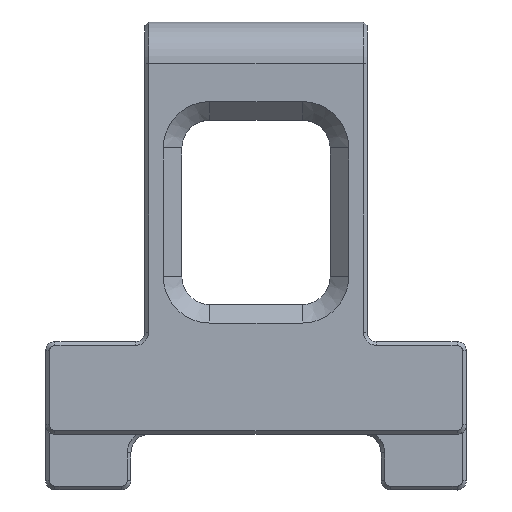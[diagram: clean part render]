
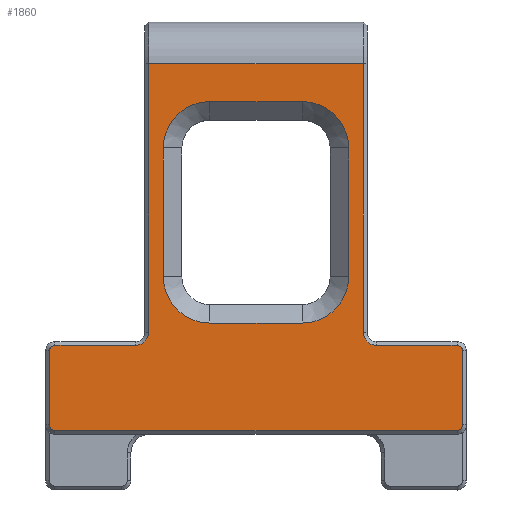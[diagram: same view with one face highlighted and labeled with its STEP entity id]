
A CAD part, top view. The second image highlights one B-rep face of the part: STEP entity #1860.
In plain terms, the highlighted planar face has unit normal (0, 0, 1).
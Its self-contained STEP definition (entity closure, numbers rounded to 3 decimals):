
#17=FACE_BOUND('',#213,.T.);
#98=FACE_OUTER_BOUND('',#212,.T.);
#212=EDGE_LOOP('',(#1334,#1335,#1336,#1337,#1338,#1339,#1340,#1341,#1342,
#1343,#1344,#1345,#1346,#1347));
#213=EDGE_LOOP('',(#1348,#1349,#1350,#1351,#1352,#1353,#1354,#1355));
#326=CIRCLE('',#1992,0.6);
#329=CIRCLE('',#1997,1.4);
#338=CIRCLE('',#2018,0.6);
#339=CIRCLE('',#2019,0.6);
#340=CIRCLE('',#2020,0.6);
#341=CIRCLE('',#2021,1.4);
#342=CIRCLE('',#2022,5.);
#343=CIRCLE('',#2023,5.);
#344=CIRCLE('',#2024,5.);
#345=CIRCLE('',#2025,5.);
#422=LINE('',#2862,#619);
#426=LINE('',#2874,#623);
#441=LINE('',#2918,#638);
#442=LINE('',#2922,#639);
#443=LINE('',#2926,#640);
#444=LINE('',#2930,#641);
#445=LINE('',#2934,#642);
#446=LINE('',#2937,#643);
#447=LINE('',#2942,#644);
#448=LINE('',#2946,#645);
#449=LINE('',#2950,#646);
#450=LINE('',#2953,#647);
#619=VECTOR('',#2251,10.);
#623=VECTOR('',#2263,10.);
#638=VECTOR('',#2312,10.);
#639=VECTOR('',#2317,10.);
#640=VECTOR('',#2320,10.);
#641=VECTOR('',#2323,10.);
#642=VECTOR('',#2326,10.);
#643=VECTOR('',#2329,10.);
#644=VECTOR('',#2332,10.);
#645=VECTOR('',#2335,10.);
#646=VECTOR('',#2338,10.);
#647=VECTOR('',#2341,10.);
#826=VERTEX_POINT('',#2850);
#827=VERTEX_POINT('',#2852);
#829=VERTEX_POINT('',#2858);
#831=VERTEX_POINT('',#2864);
#833=VERTEX_POINT('',#2870);
#846=VERTEX_POINT('',#2917);
#847=VERTEX_POINT('',#2921);
#848=VERTEX_POINT('',#2923);
#849=VERTEX_POINT('',#2925);
#850=VERTEX_POINT('',#2927);
#851=VERTEX_POINT('',#2929);
#852=VERTEX_POINT('',#2931);
#853=VERTEX_POINT('',#2933);
#854=VERTEX_POINT('',#2935);
#855=VERTEX_POINT('',#2938);
#856=VERTEX_POINT('',#2939);
#857=VERTEX_POINT('',#2941);
#858=VERTEX_POINT('',#2943);
#859=VERTEX_POINT('',#2945);
#860=VERTEX_POINT('',#2947);
#861=VERTEX_POINT('',#2949);
#862=VERTEX_POINT('',#2951);
#996=EDGE_CURVE('',#826,#827,#326,.T.);
#1001=EDGE_CURVE('',#827,#829,#422,.T.);
#1004=EDGE_CURVE('',#829,#831,#329,.T.);
#1007=EDGE_CURVE('',#831,#833,#426,.T.);
#1029=EDGE_CURVE('',#833,#846,#441,.T.);
#1031=EDGE_CURVE('',#847,#826,#442,.T.);
#1032=EDGE_CURVE('',#848,#847,#338,.T.);
#1033=EDGE_CURVE('',#849,#848,#443,.T.);
#1034=EDGE_CURVE('',#850,#849,#339,.T.);
#1035=EDGE_CURVE('',#851,#850,#444,.T.);
#1036=EDGE_CURVE('',#852,#851,#340,.T.);
#1037=EDGE_CURVE('',#853,#852,#445,.T.);
#1038=EDGE_CURVE('',#854,#853,#341,.T.);
#1039=EDGE_CURVE('',#846,#854,#446,.T.);
#1040=EDGE_CURVE('',#855,#856,#342,.T.);
#1041=EDGE_CURVE('',#857,#855,#447,.T.);
#1042=EDGE_CURVE('',#858,#857,#343,.T.);
#1043=EDGE_CURVE('',#859,#858,#448,.T.);
#1044=EDGE_CURVE('',#860,#859,#344,.T.);
#1045=EDGE_CURVE('',#861,#860,#449,.T.);
#1046=EDGE_CURVE('',#862,#861,#345,.T.);
#1047=EDGE_CURVE('',#856,#862,#450,.T.);
#1334=ORIENTED_EDGE('',*,*,#1007,.F.);
#1335=ORIENTED_EDGE('',*,*,#1004,.F.);
#1336=ORIENTED_EDGE('',*,*,#1001,.F.);
#1337=ORIENTED_EDGE('',*,*,#996,.F.);
#1338=ORIENTED_EDGE('',*,*,#1031,.F.);
#1339=ORIENTED_EDGE('',*,*,#1032,.F.);
#1340=ORIENTED_EDGE('',*,*,#1033,.F.);
#1341=ORIENTED_EDGE('',*,*,#1034,.F.);
#1342=ORIENTED_EDGE('',*,*,#1035,.F.);
#1343=ORIENTED_EDGE('',*,*,#1036,.F.);
#1344=ORIENTED_EDGE('',*,*,#1037,.F.);
#1345=ORIENTED_EDGE('',*,*,#1038,.F.);
#1346=ORIENTED_EDGE('',*,*,#1039,.F.);
#1347=ORIENTED_EDGE('',*,*,#1029,.F.);
#1348=ORIENTED_EDGE('',*,*,#1040,.F.);
#1349=ORIENTED_EDGE('',*,*,#1041,.F.);
#1350=ORIENTED_EDGE('',*,*,#1042,.F.);
#1351=ORIENTED_EDGE('',*,*,#1043,.F.);
#1352=ORIENTED_EDGE('',*,*,#1044,.F.);
#1353=ORIENTED_EDGE('',*,*,#1045,.F.);
#1354=ORIENTED_EDGE('',*,*,#1046,.F.);
#1355=ORIENTED_EDGE('',*,*,#1047,.F.);
#1794=PLANE('',#2017);
#1860=ADVANCED_FACE('',(#98,#17),#1794,.F.);
#1992=AXIS2_PLACEMENT_3D('',#2853,#2242,#2243);
#1997=AXIS2_PLACEMENT_3D('',#2868,#2257,#2258);
#2017=AXIS2_PLACEMENT_3D('',#2920,#2315,#2316);
#2018=AXIS2_PLACEMENT_3D('',#2924,#2318,#2319);
#2019=AXIS2_PLACEMENT_3D('',#2928,#2321,#2322);
#2020=AXIS2_PLACEMENT_3D('',#2932,#2324,#2325);
#2021=AXIS2_PLACEMENT_3D('',#2936,#2327,#2328);
#2022=AXIS2_PLACEMENT_3D('',#2940,#2330,#2331);
#2023=AXIS2_PLACEMENT_3D('',#2944,#2333,#2334);
#2024=AXIS2_PLACEMENT_3D('',#2948,#2336,#2337);
#2025=AXIS2_PLACEMENT_3D('',#2952,#2339,#2340);
#2242=DIRECTION('center_axis',(0.,0.,
-1.));
#2243=DIRECTION('ref_axis',(-0.707,0.707,0.));
#2251=DIRECTION('',(1.,0.,0.));
#2257=DIRECTION('center_axis',(0.,0.,
1.));
#2258=DIRECTION('ref_axis',(0.707,-0.707,0.));
#2263=DIRECTION('',(0.,1.,0.));
#2312=DIRECTION('',(1.,0.,0.));
#2315=DIRECTION('center_axis',(0.,0.,
-1.));
#2316=DIRECTION('ref_axis',(0.,-1.,0.));
#2317=DIRECTION('',(0.,1.,0.));
#2318=DIRECTION('center_axis',(0.,0.,
-1.));
#2319=DIRECTION('ref_axis',(-0.707,-0.707,0.));
#2320=DIRECTION('',(-1.,0.,0.));
#2321=DIRECTION('center_axis',(0.,0.,
-1.));
#2322=DIRECTION('ref_axis',(0.707,-0.707,0.));
#2323=DIRECTION('',(0.,-1.,0.));
#2324=DIRECTION('center_axis',(0.,0.,
-1.));
#2325=DIRECTION('ref_axis',(0.707,0.707,0.));
#2326=DIRECTION('',(1.,0.,0.));
#2327=DIRECTION('center_axis',(0.,0.,
1.));
#2328=DIRECTION('ref_axis',(-0.707,-0.707,0.));
#2329=DIRECTION('',(0.,-1.,0.));
#2330=DIRECTION('center_axis',(0.,0.,
1.));
#2331=DIRECTION('ref_axis',(-0.707,0.707,0.));
#2332=DIRECTION('',(-1.,0.,0.));
#2333=DIRECTION('center_axis',(0.,0.,
1.));
#2334=DIRECTION('ref_axis',(0.707,0.707,0.));
#2335=DIRECTION('',(0.,1.,0.));
#2336=DIRECTION('center_axis',(0.,0.,
1.));
#2337=DIRECTION('ref_axis',(0.707,-0.707,0.));
#2338=DIRECTION('',(1.,0.,0.));
#2339=DIRECTION('center_axis',(0.,0.,
1.));
#2340=DIRECTION('ref_axis',(-0.707,-0.707,0.));
#2341=DIRECTION('',(0.,-1.,0.));
#2850=CARTESIAN_POINT('',(287.009,381.,271.095));
#2852=CARTESIAN_POINT('',(287.609,381.6,271.095));
#2853=CARTESIAN_POINT('Origin',(287.609,381.,271.095));
#2858=CARTESIAN_POINT('',(296.309,381.6,271.095));
#2862=CARTESIAN_POINT('',(326.009,381.6,271.095));
#2864=CARTESIAN_POINT('',(297.709,383.,271.095));
#2868=CARTESIAN_POINT('Origin',(296.309,383.,271.095));
#2870=CARTESIAN_POINT('',(297.709,412.,271.095));
#2874=CARTESIAN_POINT('',(297.709,382.5,271.095));
#2917=CARTESIAN_POINT('',(320.909,412.,271.095));
#2918=CARTESIAN_POINT('',(303.309,412.,271.095));
#2920=CARTESIAN_POINT('Origin',(332.009,383.,271.095));
#2921=CARTESIAN_POINT('',(287.009,373.,271.095));
#2922=CARTESIAN_POINT('',(287.009,380.,271.095));
#2923=CARTESIAN_POINT('',(287.609,372.4,271.095));
#2924=CARTESIAN_POINT('Origin',(287.609,373.,271.095));
#2925=CARTESIAN_POINT('',(331.009,372.4,271.095));
#2926=CARTESIAN_POINT('',(283.609,372.4,271.095));
#2927=CARTESIAN_POINT('',(331.609,373.,271.095));
#2928=CARTESIAN_POINT('Origin',(331.009,373.,271.095));
#2929=CARTESIAN_POINT('',(331.609,381.,271.095));
#2930=CARTESIAN_POINT('',(331.609,380.,271.095));
#2931=CARTESIAN_POINT('',(331.009,381.6,271.095));
#2932=CARTESIAN_POINT('Origin',(331.009,381.,271.095));
#2933=CARTESIAN_POINT('',(322.309,381.6,271.095));
#2934=CARTESIAN_POINT('',(326.009,381.6,271.095));
#2935=CARTESIAN_POINT('',(320.909,383.,271.095));
#2936=CARTESIAN_POINT('Origin',(322.309,383.,271.095));
#2937=CARTESIAN_POINT('',(320.909,397.5,271.095));
#2938=CARTESIAN_POINT('',(304.309,407.9,271.095));
#2939=CARTESIAN_POINT('',(299.309,402.9,271.095));
#2940=CARTESIAN_POINT('Origin',(304.309,402.9,271.095));
#2941=CARTESIAN_POINT('',(314.309,407.9,271.095));
#2942=CARTESIAN_POINT('',(313.309,407.9,271.095));
#2943=CARTESIAN_POINT('',(319.309,402.9,271.095));
#2944=CARTESIAN_POINT('Origin',(314.309,402.9,271.095));
#2945=CARTESIAN_POINT('',(319.309,389.,271.095));
#2946=CARTESIAN_POINT('',(319.309,387.132,271.095));
#2947=CARTESIAN_POINT('',(314.309,384.,271.095));
#2948=CARTESIAN_POINT('Origin',(314.309,389.,271.095));
#2949=CARTESIAN_POINT('',(304.309,384.,271.095));
#2950=CARTESIAN_POINT('',(305.309,384.,271.095));
#2951=CARTESIAN_POINT('',(299.309,389.,271.095));
#2952=CARTESIAN_POINT('Origin',(304.309,389.,271.095));
#2953=CARTESIAN_POINT('',(299.309,397.082,271.095));
